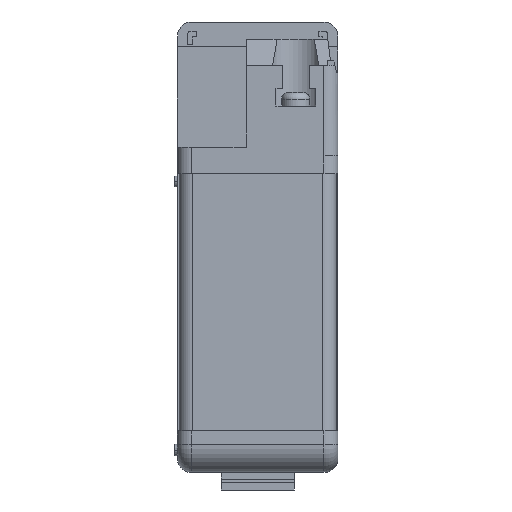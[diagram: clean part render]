
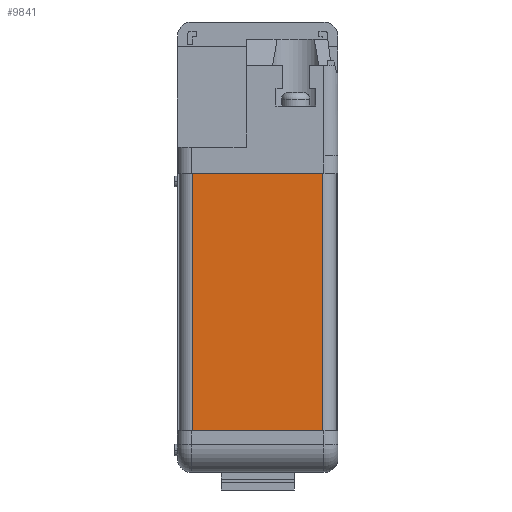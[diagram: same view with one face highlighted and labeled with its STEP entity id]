
A CAD part, front view. The second image highlights one B-rep face of the part: STEP entity #9841.
In plain terms, the highlighted planar face has unit normal (0, -1, 0).
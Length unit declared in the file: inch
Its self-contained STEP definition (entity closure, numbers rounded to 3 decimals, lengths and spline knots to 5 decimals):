
#60 = CARTESIAN_POINT ( 'NONE',  ( 0.5775, -2.9375, -1.63 ) ) ;
#718 = ORIENTED_EDGE ( 'NONE', *, *, #25840, .F. ) ;
#1705 = LINE ( 'NONE', #10686, #12876 ) ;
#2158 = DIRECTION ( 'NONE',  ( 0., -1., 0. ) ) ;
#2379 = CARTESIAN_POINT ( 'NONE',  ( -0.5775, -2.9375, 0.655 ) ) ;
#3745 = ORIENTED_EDGE ( 'NONE', *, *, #14745, .T. ) ;
#4182 = PLANE ( 'NONE',  #17853 ) ;
#4188 = DIRECTION ( 'NONE',  ( 0., 0., -1. ) ) ;
#5630 = VERTEX_POINT ( 'NONE', #60 ) ;
#7209 = LINE ( 'NONE', #10632, #17105 ) ;
#7274 = VERTEX_POINT ( 'NONE', #2379 ) ;
#7470 = EDGE_CURVE ( 'NONE', #5630, #8206, #27074, .T. ) ;
#8206 = VERTEX_POINT ( 'NONE', #24510 ) ;
#9841 = ADVANCED_FACE ( 'NONE', ( #14529 ), #4182, .T. ) ;
#10632 = CARTESIAN_POINT ( 'NONE',  ( -0.5775, -2.9375, 0.655 ) ) ;
#10686 = CARTESIAN_POINT ( 'NONE',  ( 0.5775, -2.9375, 0.655 ) ) ;
#12876 = VECTOR ( 'NONE', #25351, 39.37008 ) ;
#13151 = ORIENTED_EDGE ( 'NONE', *, *, #26548, .T. ) ;
#13585 = VERTEX_POINT ( 'NONE', #25901 ) ;
#14123 = DIRECTION ( 'NONE',  ( -1., 0., 0. ) ) ;
#14529 = FACE_OUTER_BOUND ( 'NONE', #27137, .T. ) ;
#14584 = VECTOR ( 'NONE', #14123, 39.37008 ) ;
#14724 = CARTESIAN_POINT ( 'NONE',  ( 0.5775, -2.9375, 0.655 ) ) ;
#14745 = EDGE_CURVE ( 'NONE', #13585, #7274, #18938, .T. ) ;
#16851 = DIRECTION ( 'NONE',  ( 0., 0., -1. ) ) ;
#17105 = VECTOR ( 'NONE', #4188, 39.37008 ) ;
#17438 = DIRECTION ( 'NONE',  ( -1., 0., 0. ) ) ;
#17853 = AXIS2_PLACEMENT_3D ( 'NONE', #14724, #2158, #16851 ) ;
#18262 = CARTESIAN_POINT ( 'NONE',  ( 0.5775, -2.9375, -1.63 ) ) ;
#18938 = LINE ( 'NONE', #23676, #23869 ) ;
#23676 = CARTESIAN_POINT ( 'NONE',  ( 0.5775, -2.9375, 0.655 ) ) ;
#23869 = VECTOR ( 'NONE', #17438, 39.37008 ) ;
#24510 = CARTESIAN_POINT ( 'NONE',  ( -0.5775, -2.9375, -1.63 ) ) ;
#25351 = DIRECTION ( 'NONE',  ( 0., 0., -1. ) ) ;
#25840 = EDGE_CURVE ( 'NONE', #13585, #5630, #1705, .T. ) ;
#25901 = CARTESIAN_POINT ( 'NONE',  ( 0.5775, -2.9375, 0.655 ) ) ;
#26046 = ORIENTED_EDGE ( 'NONE', *, *, #7470, .F. ) ;
#26548 = EDGE_CURVE ( 'NONE', #7274, #8206, #7209, .T. ) ;
#27074 = LINE ( 'NONE', #18262, #14584 ) ;
#27137 = EDGE_LOOP ( 'NONE', ( #26046, #718, #3745, #13151 ) ) ;
